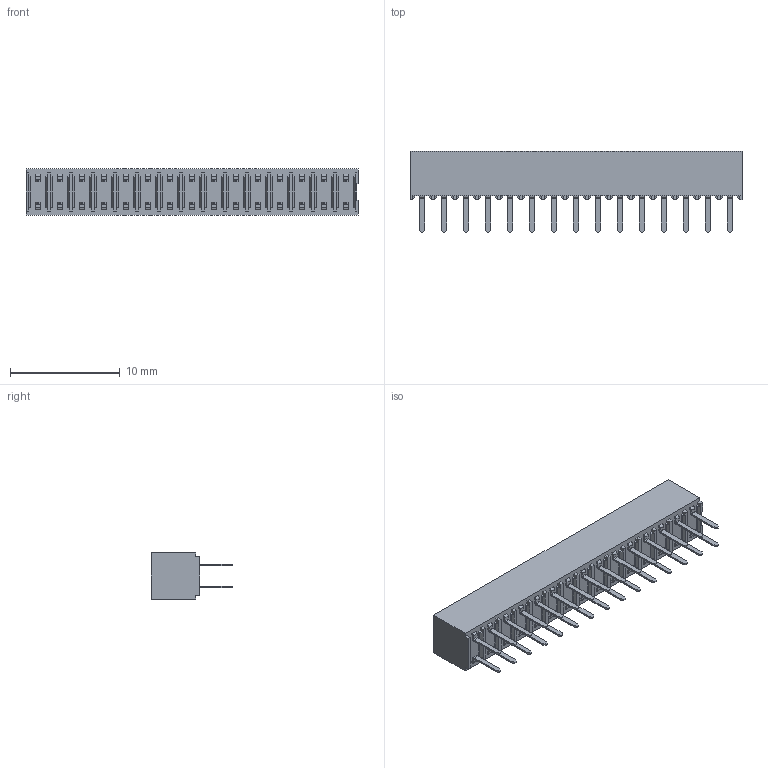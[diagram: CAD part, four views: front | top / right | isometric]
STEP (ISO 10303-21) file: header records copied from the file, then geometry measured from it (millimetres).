
FILE_DESCRIPTION((''),'2;1');
FILE_NAME('791077139','2013-09-26T',('me'),(''),'PRO/ENGINEER BY PARAMETRIC TECHNOLOGY CORPORATION, 2011490','PRO/ENGINEER BY PARAMETRIC TECHNOLOGY CORPORATION, 2011490','');
FILE_SCHEMA(('CONFIG_CONTROL_DESIGN'));
Length unit declared in the file: millimetre
Products named in the file (1): 791077139
Bounding box: 30.19 x 7.44 x 4.19 mm (x, y, z)
Volume: 433.1 mm3; surface area: 1420.2 mm2
Topology: 1 solids, 1 shells, 1841 faces, 4839 edges, 3166 vertices
Faces by surface type: plane 1601, cylinder 240
Entity records: 55710 total; most frequent: CARTESIAN_POINT 9787, ORIENTED_EDGE 9558, DIRECTION 9063, EDGE_CURVE 4779, VECTOR 4299, LINE 4299, VERTEX_POINT 3106, AXIS2_PLACEMENT_3D 2382
